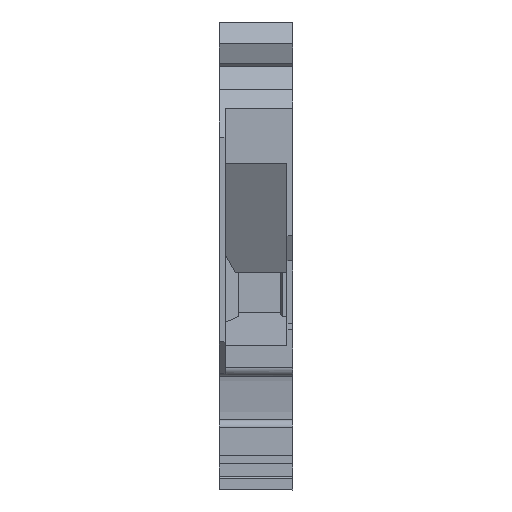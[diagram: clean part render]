
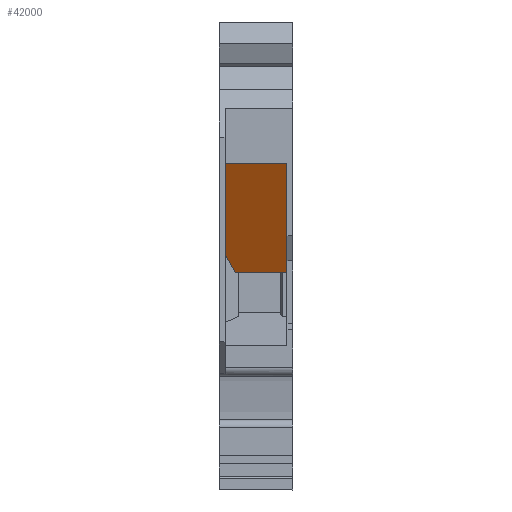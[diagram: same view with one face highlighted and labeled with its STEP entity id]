
A CAD part, front view. The second image highlights one B-rep face of the part: STEP entity #42000.
In plain terms, the highlighted face is planar.
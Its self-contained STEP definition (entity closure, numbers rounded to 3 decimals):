
#24950=CARTESIAN_POINT('',(-40.937,16.899,
70.65));
#24960=VERTEX_POINT('',#24950);
#24990=CARTESIAN_POINT('',(178.609,-363.366,
290.196));
#25000=DIRECTION('',(0.447,-0.775,
0.447));
#25010=VECTOR('',#25000,1.);
#25020=LINE('',#24990,#25010);
#25030=CARTESIAN_POINT('',(-39.785,14.905,
71.802));
#25040=VERTEX_POINT('',#25030);
#25050=EDGE_CURVE('',#24960,#25040,#25020,.T.);
#41620=CARTESIAN_POINT('',(-39.407,14.25,
72.15));
#41630=DIRECTION('',(-0.866,-0.5,
0.));
#41640=DIRECTION('',(0.5,-0.866,
0.));
#41650=AXIS2_PLACEMENT_3D('',#41620,#41630,#41640);
#41660=PLANE('',#41650);
#41670=CARTESIAN_POINT('',(178.609,-363.366,
77.5));
#41680=DIRECTION('',(0.5,-0.866,
0.));
#41690=VECTOR('',#41680,1.);
#41700=LINE('',#41670,#41690);
#41710=CARTESIAN_POINT('',(-46.75,26.968,
77.5));
#41720=VERTEX_POINT('',#41710);
#41730=CARTESIAN_POINT('',(-39.785,14.905,
77.5));
#41740=VERTEX_POINT('',#41730);
#41750=EDGE_CURVE('',#41720,#41740,#41700,.T.);
#41760=ORIENTED_EDGE('',*,*,#41750,.F.);
#41770=CARTESIAN_POINT('',(-39.785,14.905,78.15));
#41780=DIRECTION('',(0.,0.,-1.));
#41790=VECTOR('',#41780,1.);
#41800=LINE('',#41770,#41790);
#41810=EDGE_CURVE('',#41740,#25040,#41800,.T.);
#41820=ORIENTED_EDGE('',*,*,#41810,.F.);
#41830=ORIENTED_EDGE('',*,*,#25050,.T.);
#41840=CARTESIAN_POINT('',(178.609,-363.366,
70.65));
#41850=DIRECTION('',(0.5,-0.866,
0.));
#41860=VECTOR('',#41850,1.);
#41870=LINE('',#41840,#41860);
#41880=CARTESIAN_POINT('',(-46.75,26.968,
70.65));
#41890=VERTEX_POINT('',#41880);
#41900=EDGE_CURVE('',#41890,#24960,#41870,.T.);
#41910=ORIENTED_EDGE('',*,*,#41900,.T.);
#41920=CARTESIAN_POINT('',(-46.75,26.968,78.15));
#41930=DIRECTION('',(0.,0.,-1.));
#41940=VECTOR('',#41930,1.);
#41950=LINE('',#41920,#41940);
#41960=EDGE_CURVE('',#41720,#41890,#41950,.T.);
#41970=ORIENTED_EDGE('',*,*,#41960,.T.);
#41980=EDGE_LOOP('',(#41970,#41910,#41830,#41820,#41760));
#41990=FACE_OUTER_BOUND('',#41980,.T.);
#42000=ADVANCED_FACE('',(#41990),#41660,.T.);
